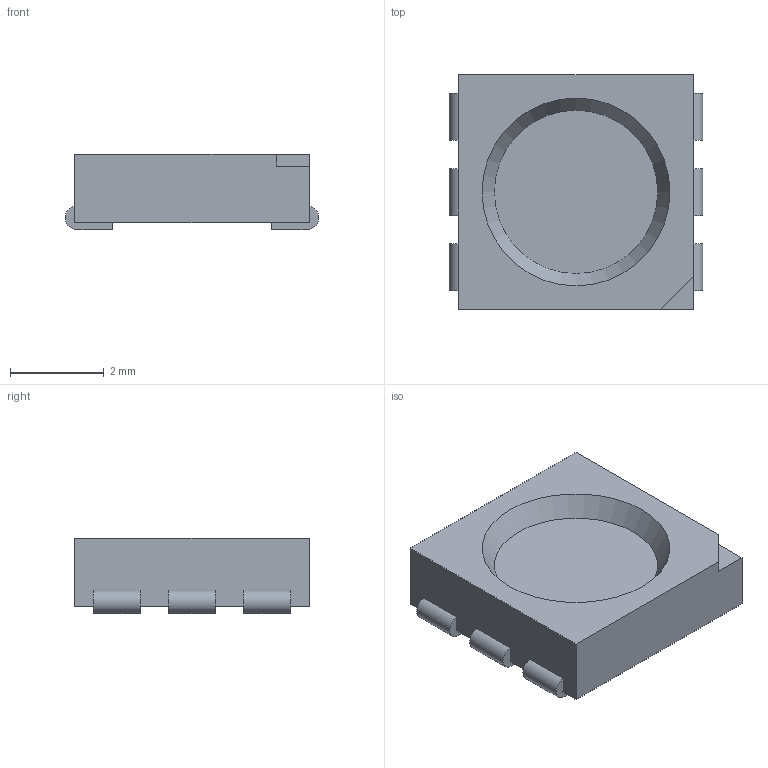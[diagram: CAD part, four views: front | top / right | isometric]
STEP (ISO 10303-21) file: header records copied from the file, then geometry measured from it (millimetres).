
FILE_DESCRIPTION(/* description */ ('STEP AP242','CAx-IF Rec.Pracs.---Representation and Presentation of Product Manufacturing Information (PMI)---4.0---2014-10-13','CAx-IF Rec.Pracs.---3D Tessellated Geometry---0.4---2014-09-14','2;1'),/* implementation_level */ '2;1');
FILE_NAME(/* name */ '630c246e0173156e6a758df7',/* time_stamp */ '2022-08-29T02:29:02+00:00',/* author */ (''),/* organization */ (''),/* preprocessor_version */ 'ST-DEVELOPER v18.102',/* originating_system */ ' ',/* authorisation */ ' ');
FILE_SCHEMA (('AP242_MANAGED_MODEL_BASED_3D_ENGINEERING_MIM_LF { 1 0 10303 442 1 1 4 }'));
Length unit declared in the file: metre
Products named in the file (7): Part 7; Part 1; Part 2; Part 3; Part 4; Part 5; Part 6
Bounding box: 5.4 x 5 x 1.6 mm (x, y, z)
Volume: 34.1 mm3; surface area: 104.3 mm2
Topology: 7 solids, 7 shells, 46 faces, 93 edges, 62 vertices
Faces by surface type: plane 39, cylinder 6, cone 1
Entity records: 1359 total; most frequent: DIRECTION 212, CARTESIAN_POINT 207, ORIENTED_EDGE 184, EDGE_CURVE 92, LINE 78, VECTOR 78, AXIS2_PLACEMENT_3D 67, VERTEX_POINT 62
